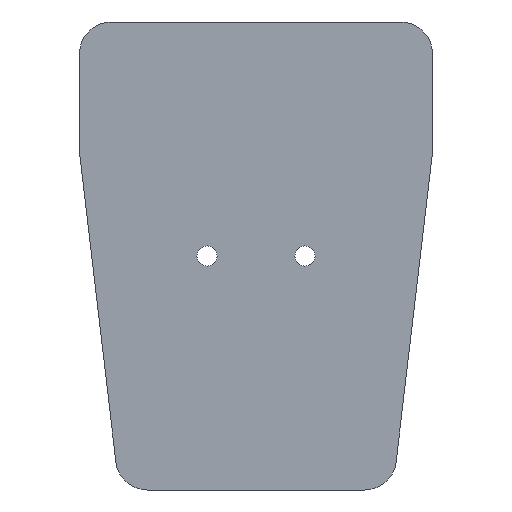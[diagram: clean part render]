
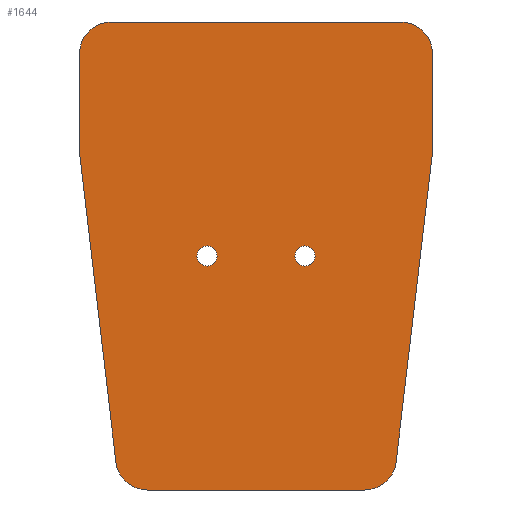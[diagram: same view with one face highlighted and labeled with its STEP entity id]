
A CAD part, front view. The second image highlights one B-rep face of the part: STEP entity #1644.
In plain terms, the highlighted planar face has unit normal (0, -1, 0).
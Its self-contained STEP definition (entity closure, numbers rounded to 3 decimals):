
#26=FACE_BOUND('',#251,.T.);
#27=FACE_BOUND('',#252,.T.);
#82=PLANE('',#1791);
#160=FACE_OUTER_BOUND('',#250,.T.);
#250=EDGE_LOOP('',(#1453,#1454,#1455,#1456,#1457,#1458,#1459,#1460,#1461,
#1462));
#251=EDGE_LOOP('',(#1463));
#252=EDGE_LOOP('',(#1464));
#320=LINE('',#2391,#496);
#358=LINE('',#2470,#534);
#420=LINE('',#2644,#596);
#422=LINE('',#2648,#598);
#425=LINE('',#2656,#601);
#427=LINE('',#2662,#603);
#496=VECTOR('',#1935,10.);
#534=VECTOR('',#1997,10.);
#596=VECTOR('',#2189,10.);
#598=VECTOR('',#2193,10.);
#601=VECTOR('',#2202,10.);
#603=VECTOR('',#2210,10.);
#645=CIRCLE('',#1776,1.75);
#646=CIRCLE('',#1778,1.75);
#647=CIRCLE('',#1780,5.5);
#648=CIRCLE('',#1784,5.5);
#649=CIRCLE('',#1787,5.5);
#650=CIRCLE('',#1790,5.5);
#717=VERTEX_POINT('',#2388);
#718=VERTEX_POINT('',#2390);
#746=VERTEX_POINT('',#2467);
#747=VERTEX_POINT('',#2469);
#791=VERTEX_POINT('',#2631);
#792=VERTEX_POINT('',#2635);
#793=VERTEX_POINT('',#2639);
#794=VERTEX_POINT('',#2643);
#795=VERTEX_POINT('',#2647);
#796=VERTEX_POINT('',#2651);
#797=VERTEX_POINT('',#2655);
#798=VERTEX_POINT('',#2661);
#882=EDGE_CURVE('',#717,#718,#320,.T.);
#922=EDGE_CURVE('',#746,#747,#358,.T.);
#1003=EDGE_CURVE('',#791,#791,#645,.T.);
#1005=EDGE_CURVE('',#792,#792,#646,.T.);
#1007=EDGE_CURVE('',#793,#746,#647,.T.);
#1009=EDGE_CURVE('',#794,#793,#420,.T.);
#1011=EDGE_CURVE('',#795,#794,#422,.T.);
#1013=EDGE_CURVE('',#796,#795,#648,.T.);
#1015=EDGE_CURVE('',#797,#796,#425,.T.);
#1017=EDGE_CURVE('',#718,#797,#649,.T.);
#1018=EDGE_CURVE('',#798,#717,#427,.T.);
#1020=EDGE_CURVE('',#747,#798,#650,.T.);
#1453=ORIENTED_EDGE('',*,*,#922,.F.);
#1454=ORIENTED_EDGE('',*,*,#1007,.F.);
#1455=ORIENTED_EDGE('',*,*,#1009,.F.);
#1456=ORIENTED_EDGE('',*,*,#1011,.F.);
#1457=ORIENTED_EDGE('',*,*,#1013,.F.);
#1458=ORIENTED_EDGE('',*,*,#1015,.F.);
#1459=ORIENTED_EDGE('',*,*,#1017,.F.);
#1460=ORIENTED_EDGE('',*,*,#882,.F.);
#1461=ORIENTED_EDGE('',*,*,#1018,.F.);
#1462=ORIENTED_EDGE('',*,*,#1020,.F.);
#1463=ORIENTED_EDGE('',*,*,#1003,.T.);
#1464=ORIENTED_EDGE('',*,*,#1005,.T.);
#1644=ADVANCED_FACE('',(#160,#26,#27),#82,.F.);
#1776=AXIS2_PLACEMENT_3D('',#2632,#2174,#2175);
#1778=AXIS2_PLACEMENT_3D('',#2636,#2179,#2180);
#1780=AXIS2_PLACEMENT_3D('',#2640,#2184,#2185);
#1784=AXIS2_PLACEMENT_3D('',#2652,#2197,#2198);
#1787=AXIS2_PLACEMENT_3D('',#2659,#2206,#2207);
#1790=AXIS2_PLACEMENT_3D('',#2665,#2214,#2215);
#1791=AXIS2_PLACEMENT_3D('',#2666,#2216,#2217);
#1935=DIRECTION('',(0.,0.,1.));
#1997=DIRECTION('',(-1.,0.,0.));
#2174=DIRECTION('center_axis',(0.,1.,0.));
#2175=DIRECTION('ref_axis',(1.,0.,0.));
#2179=DIRECTION('center_axis',(0.,1.,0.));
#2180=DIRECTION('ref_axis',(1.,0.,0.));
#2184=DIRECTION('center_axis',(0.,1.,0.));
#2185=DIRECTION('ref_axis',(0.993,0.,-0.117));
#2189=DIRECTION('',(-0.117,0.,-0.993));
#2193=DIRECTION('',(0.,0.,-1.));
#2197=DIRECTION('center_axis',(0.,1.,0.));
#2198=DIRECTION('ref_axis',(0.,0.,1.));
#2202=DIRECTION('',(1.,0.,0.));
#2206=DIRECTION('center_axis',(0.,1.,0.));
#2207=DIRECTION('ref_axis',(-1.,0.,0.));
#2210=DIRECTION('',(-0.117,0.,0.993));
#2214=DIRECTION('center_axis',(0.,1.,0.));
#2215=DIRECTION('ref_axis',(0.,0.,-1.));
#2216=DIRECTION('center_axis',(0.,1.,0.));
#2217=DIRECTION('ref_axis',(0.,0.,1.));
#2388=CARTESIAN_POINT('',(-93.135,0.,17.422));
#2390=CARTESIAN_POINT('',(-93.135,0.,34.797));
#2391=CARTESIAN_POINT('',(-93.135,0.,17.422));
#2467=CARTESIAN_POINT('',(-43.651,0.,-40.953));
#2469=CARTESIAN_POINT('',(-81.37,0.,-40.953));
#2470=CARTESIAN_POINT('',(-43.651,0.,-40.953));
#2631=CARTESIAN_POINT('',(-55.76,0.,-0.328));
#2632=CARTESIAN_POINT('Origin',(-54.01,0.,-0.328));
#2635=CARTESIAN_POINT('',(-72.76,0.,-0.328));
#2636=CARTESIAN_POINT('Origin',(-71.01,0.,-0.328));
#2639=CARTESIAN_POINT('',(-38.188,0.,-36.097));
#2640=CARTESIAN_POINT('Origin',(-43.651,0.,-35.453));
#2643=CARTESIAN_POINT('',(-31.885,0.,17.422));
#2644=CARTESIAN_POINT('',(-31.885,0.,17.422));
#2647=CARTESIAN_POINT('',(-31.885,0.,34.797));
#2648=CARTESIAN_POINT('',(-31.885,0.,34.797));
#2651=CARTESIAN_POINT('',(-37.385,0.,40.297));
#2652=CARTESIAN_POINT('Origin',(-37.385,0.,34.797));
#2655=CARTESIAN_POINT('',(-87.635,0.,40.297));
#2656=CARTESIAN_POINT('',(-87.635,0.,40.297));
#2659=CARTESIAN_POINT('Origin',(-87.635,0.,34.797));
#2661=CARTESIAN_POINT('',(-86.832,0.,-36.097));
#2662=CARTESIAN_POINT('',(-86.832,0.,-36.097));
#2665=CARTESIAN_POINT('Origin',(-81.37,0.,-35.453));
#2666=CARTESIAN_POINT('Origin',(-62.51,0.,-0.328));
